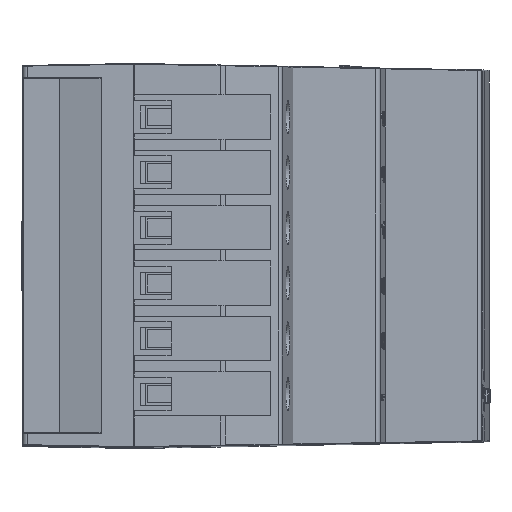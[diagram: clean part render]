
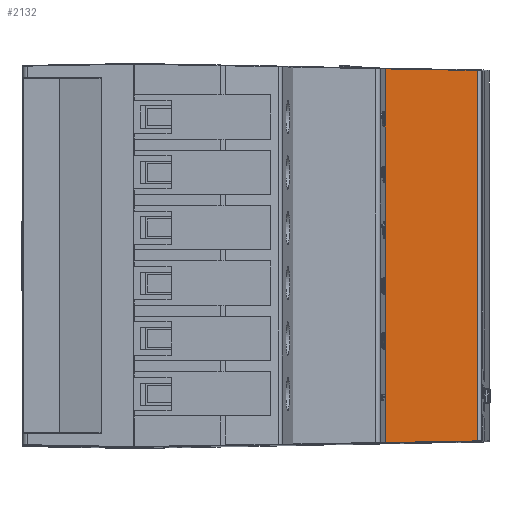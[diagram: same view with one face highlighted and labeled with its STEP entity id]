
A CAD part, top view. The second image highlights one B-rep face of the part: STEP entity #2132.
In plain terms, the highlighted face is planar.
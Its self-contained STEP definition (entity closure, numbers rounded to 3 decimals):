
#2132=ADVANCED_FACE('',(#5092),#5094,.T.);
#5092=FACE_BOUND('',#5093,.T.);
#5093=EDGE_LOOP('',(#85171,#85172,#85173,#85174));
#5094=PLANE('',#5095);
#5095=AXIS2_PLACEMENT_3D('',#5096,#5097,#5098);
#5096=CARTESIAN_POINT('',(12.5,-22.5,-26.));
#5097=DIRECTION('',(0.,-1.,0.));
#5098=DIRECTION('',(1.,0.,0.));
#85171=ORIENTED_EDGE('',*,*,#93014,.T.);
#85172=ORIENTED_EDGE('',*,*,#93015,.T.);
#85173=ORIENTED_EDGE('',*,*,#93016,.F.);
#85174=ORIENTED_EDGE('',*,*,#92911,.F.);
#92911=EDGE_CURVE('',#97042,#97044,#97045,.T.);
#93014=EDGE_CURVE('',#97042,#97249,#97250,.T.);
#93015=EDGE_CURVE('',#97249,#97251,#97252,.T.);
#93016=EDGE_CURVE('',#97044,#97251,#97253,.T.);
#97042=VERTEX_POINT('',#104201);
#97044=VERTEX_POINT('',#104206);
#97045=LINE('',#104207,#104208);
#97249=VERTEX_POINT('',#104618);
#97250=LINE('',#104619,#104620);
#97251=VERTEX_POINT('',#104622);
#97252=LINE('',#104623,#104624);
#97253=LINE('',#104626,#104627);
#104201=CARTESIAN_POINT('',(12.5,-22.5,-25.307));
#104206=CARTESIAN_POINT('',(12.5,-22.5,25.307));
#104207=CARTESIAN_POINT('',(12.5,-22.5,-25.307));
#104208=VECTOR('',#104209,1.);
#104209=DIRECTION('',(0.,0.,1.));
#104618=CARTESIAN_POINT('',(24.956,-22.5,-25.089));
#104619=CARTESIAN_POINT('',(12.5,-22.5,-25.307));
#104620=VECTOR('',#104621,1.);
#104621=DIRECTION('',(1.,0.,0.017));
#104622=CARTESIAN_POINT('',(24.956,-22.5,25.089));
#104623=CARTESIAN_POINT('',(24.956,-22.5,-25.089));
#104624=VECTOR('',#104625,1.);
#104625=DIRECTION('',(0.,0.,1.));
#104626=CARTESIAN_POINT('',(12.5,-22.5,25.307));
#104627=VECTOR('',#104628,1.);
#104628=DIRECTION('',(1.,0.,-0.017));
